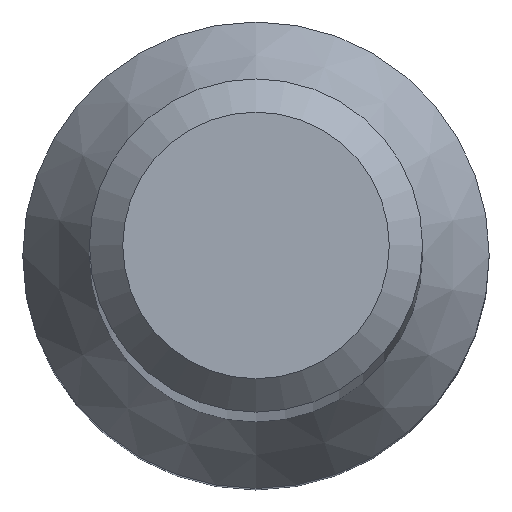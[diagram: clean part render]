
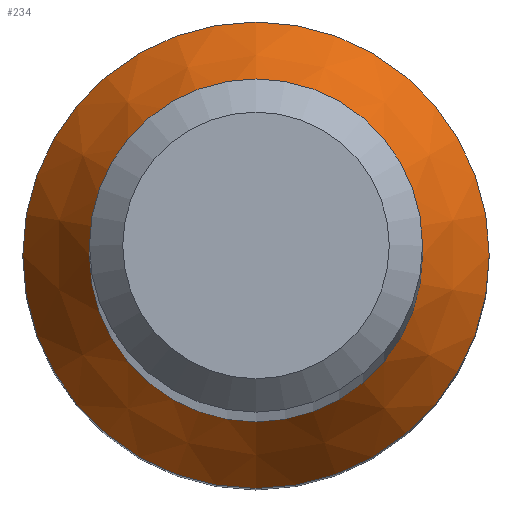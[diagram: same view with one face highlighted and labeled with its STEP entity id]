
A CAD part, top view. The second image highlights one B-rep face of the part: STEP entity #234.
In plain terms, the highlighted conical face has half-angle 30 degrees and reference radius 4.2 mm.
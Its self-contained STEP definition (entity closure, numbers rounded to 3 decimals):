
#3 = CONICAL_SURFACE ( 'NONE', #121, 4.2, 0.524 ) ;
#23 = ORIENTED_EDGE ( 'NONE', *, *, #220, .F. ) ;
#27 = DIRECTION ( 'NONE',  ( 0., 0., -1. ) ) ;
#29 = FACE_BOUND ( 'NONE', #208, .T. ) ;
#55 = DIRECTION ( 'NONE',  ( 0., 0., -1. ) ) ;
#57 = EDGE_CURVE ( 'NONE', #82, #82, #179, .T. ) ;
#58 = CARTESIAN_POINT ( 'NONE',  ( 0., 0., 16. ) ) ;
#80 = VERTEX_POINT ( 'NONE', #117 ) ;
#82 = VERTEX_POINT ( 'NONE', #115 ) ;
#91 = ORIENTED_EDGE ( 'NONE', *, *, #57, .T. ) ;
#101 = DIRECTION ( 'NONE',  ( 0., 1., 0. ) ) ;
#115 = CARTESIAN_POINT ( 'NONE',  ( 0., 3., 18.078 ) ) ;
#117 = CARTESIAN_POINT ( 'NONE',  ( 0., 4.2, 16. ) ) ;
#119 = DIRECTION ( 'NONE',  ( 0., 1., 0. ) ) ;
#121 = AXIS2_PLACEMENT_3D ( 'NONE', #58, #27, #198 ) ;
#136 = CIRCLE ( 'NONE', #216, 4.2 ) ;
#153 = FACE_OUTER_BOUND ( 'NONE', #161, .T. ) ;
#161 = EDGE_LOOP ( 'NONE', ( #23 ) ) ;
#164 = CARTESIAN_POINT ( 'NONE',  ( 0., 0., 16. ) ) ;
#166 = DIRECTION ( 'NONE',  ( 0., 0., -1. ) ) ;
#179 = CIRCLE ( 'NONE', #203, 3. ) ;
#198 = DIRECTION ( 'NONE',  ( 0., 1., 0. ) ) ;
#203 = AXIS2_PLACEMENT_3D ( 'NONE', #212, #55, #101 ) ;
#208 = EDGE_LOOP ( 'NONE', ( #91 ) ) ;
#212 = CARTESIAN_POINT ( 'NONE',  ( 0., 0., 18.078 ) ) ;
#216 = AXIS2_PLACEMENT_3D ( 'NONE', #164, #166, #119 ) ;
#220 = EDGE_CURVE ( 'NONE', #80, #80, #136, .T. ) ;
#234 = ADVANCED_FACE ( 'NONE', ( #29, #153 ), #3, .T. ) ;
